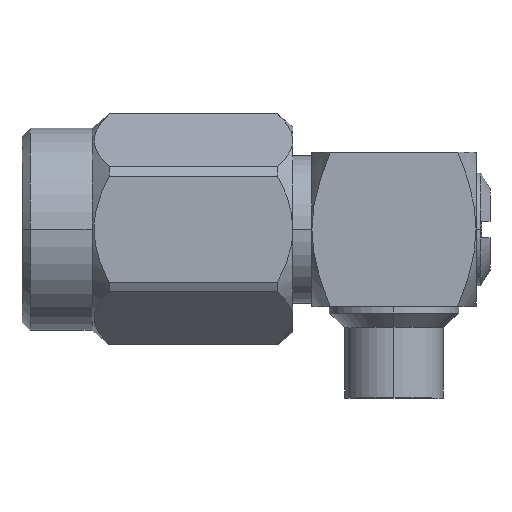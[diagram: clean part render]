
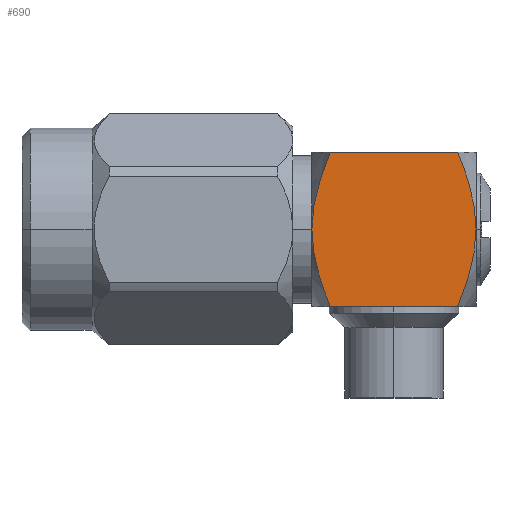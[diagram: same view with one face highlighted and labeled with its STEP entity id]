
A CAD part, top view. The second image highlights one B-rep face of the part: STEP entity #690.
In plain terms, the highlighted planar face has unit normal (0, 0, 1).
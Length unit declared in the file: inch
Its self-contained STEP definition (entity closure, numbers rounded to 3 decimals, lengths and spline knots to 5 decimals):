
#25 = CARTESIAN_POINT ( 'NONE',  ( -0.07752, -0.094, 0.094 ) ) ;
#77 = LINE ( 'NONE', #1166, #3483 ) ;
#79 = EDGE_CURVE ( 'NONE', #519, #1586, #2930, .T. ) ;
#116 = ORIENTED_EDGE ( 'NONE', *, *, #3491, .T. ) ;
#151 = CARTESIAN_POINT ( 'NONE',  ( -0.1, 0., 0.094 ) ) ;
#165 = CARTESIAN_POINT ( 'NONE',  ( -0.08926, 0.06353, 0.094 ) ) ;
#278 = VERTEX_POINT ( 'NONE', #151 ) ;
#302 = ORIENTED_EDGE ( 'NONE', *, *, #79, .F. ) ;
#320 = CARTESIAN_POINT ( 'NONE',  ( 0.08922, -0.06365, 0.094 ) ) ;
#377 = DIRECTION ( 'NONE',  ( 0., 0., -1. ) ) ;
#423 = AXIS2_PLACEMENT_3D ( 'NONE', #2802, #377, #3081 ) ;
#519 = VERTEX_POINT ( 'NONE', #573 ) ;
#573 = CARTESIAN_POINT ( 'NONE',  ( 0.1, 0., 0.094 ) ) ;
#605 = CARTESIAN_POINT ( 'NONE',  ( 0.1, 0., 0.094 ) ) ;
#624 = CARTESIAN_POINT ( 'NONE',  ( 0.07752, -0.094, 0.094 ) ) ;
#690 = ADVANCED_FACE ( 'NONE', ( #960 ), #1431, .F. ) ;
#728 = CARTESIAN_POINT ( 'NONE',  ( -0.09937, -0.01629, 0.094 ) ) ;
#733 = B_SPLINE_CURVE_WITH_KNOTS ( 'NONE', 3,
 ( #1514, #1531, #2810, #165, #3146, #2029 ),
 .UNSPECIFIED., .F., .F.,
 ( 4, 2, 4 ),
 ( 0.00513, 0.00637, 0.00762 ),
 .UNSPECIFIED. ) ;
#783 = CARTESIAN_POINT ( 'NONE',  ( -0.1, -0.00808, 0.094 ) ) ;
#834 = CARTESIAN_POINT ( 'NONE',  ( -0.07752, 0.094, 0.094 ) ) ;
#878 = EDGE_LOOP ( 'NONE', ( #3301, #2991, #2003, #2422, #116, #302 ) ) ;
#884 = EDGE_CURVE ( 'NONE', #2726, #1841, #77, .T. ) ;
#960 = FACE_OUTER_BOUND ( 'NONE', #878, .T. ) ;
#965 = EDGE_CURVE ( 'NONE', #278, #1841, #733, .T. ) ;
#997 = CARTESIAN_POINT ( 'NONE',  ( -0.08365, -0.07899, 0.094 ) ) ;
#1064 = CARTESIAN_POINT ( 'NONE',  ( 0.07752, -0.094, 0.094 ) ) ;
#1166 = CARTESIAN_POINT ( 'NONE',  ( -0.1, 0.094, 0.094 ) ) ;
#1295 = CARTESIAN_POINT ( 'NONE',  ( 0.07752, 0.094, 0.094 ) ) ;
#1345 = VECTOR ( 'NONE', #2362, 39.37008 ) ;
#1351 = CARTESIAN_POINT ( 'NONE',  ( 0.07752, 0.094, 0.094 ) ) ;
#1389 = CARTESIAN_POINT ( 'NONE',  ( 0.08926, 0.06353, 0.094 ) ) ;
#1431 = PLANE ( 'NONE',  #423 ) ;
#1514 = CARTESIAN_POINT ( 'NONE',  ( -0.1, 0., 0.094 ) ) ;
#1531 = CARTESIAN_POINT ( 'NONE',  ( -0.1, 0.01631, 0.094 ) ) ;
#1557 = CARTESIAN_POINT ( 'NONE',  ( -0.1, 0., 0.094 ) ) ;
#1562 = CARTESIAN_POINT ( 'NONE',  ( -0.1, -0.094, 0.094 ) ) ;
#1586 = VERTEX_POINT ( 'NONE', #624 ) ;
#1616 = CARTESIAN_POINT ( 'NONE',  ( 0.1, 0.01631, 0.094 ) ) ;
#1841 = VERTEX_POINT ( 'NONE', #834 ) ;
#1950 = B_SPLINE_CURVE_WITH_KNOTS ( 'NONE', 3,
 ( #3186, #997, #2074, #3154, #2941, #728, #783, #1557 ),
 .UNSPECIFIED., .F., .F.,
 ( 4, 2, 2, 4 ),
 ( 0.00266, 0.0039, 0.00451, 0.00513 ),
 .UNSPECIFIED. ) ;
#1992 = B_SPLINE_CURVE_WITH_KNOTS ( 'NONE', 3,
 ( #1351, #2997, #1389, #2665, #1616, #2185 ),
 .UNSPECIFIED., .F., .F.,
 ( 4, 2, 4 ),
 ( 0.0062, 0.00744, 0.00867 ),
 .UNSPECIFIED. ) ;
#2003 = ORIENTED_EDGE ( 'NONE', *, *, #965, .F. ) ;
#2029 = CARTESIAN_POINT ( 'NONE',  ( -0.07752, 0.094, 0.094 ) ) ;
#2074 = CARTESIAN_POINT ( 'NONE',  ( -0.08922, -0.06365, 0.094 ) ) ;
#2174 = CARTESIAN_POINT ( 'NONE',  ( 0.09538, -0.04021, 0.094 ) ) ;
#2185 = CARTESIAN_POINT ( 'NONE',  ( 0.1, 0., 0.094 ) ) ;
#2192 = CARTESIAN_POINT ( 'NONE',  ( 0.1, -0.00808, 0.094 ) ) ;
#2362 = DIRECTION ( 'NONE',  ( 1., 0., 0. ) ) ;
#2422 = ORIENTED_EDGE ( 'NONE', *, *, #2698, .F. ) ;
#2665 = CARTESIAN_POINT ( 'NONE',  ( 0.09747, 0.03222, 0.094 ) ) ;
#2698 = EDGE_CURVE ( 'NONE', #3035, #278, #1950, .T. ) ;
#2720 = DIRECTION ( 'NONE',  ( -1., 0., 0. ) ) ;
#2726 = VERTEX_POINT ( 'NONE', #1295 ) ;
#2802 = CARTESIAN_POINT ( 'NONE',  ( 0., 0., 0.094 ) ) ;
#2810 = CARTESIAN_POINT ( 'NONE',  ( -0.09747, 0.03222, 0.094 ) ) ;
#2930 = B_SPLINE_CURVE_WITH_KNOTS ( 'NONE', 3,
 ( #605, #2192, #3004, #2954, #2174, #320, #3287, #1064 ),
 .UNSPECIFIED., .F., .F.,
 ( 4, 2, 2, 4 ),
 ( 0.00867, 0.00928, 0.00989, 0.01111 ),
 .UNSPECIFIED. ) ;
#2941 = CARTESIAN_POINT ( 'NONE',  ( -0.09706, -0.03231, 0.094 ) ) ;
#2954 = CARTESIAN_POINT ( 'NONE',  ( 0.09706, -0.03231, 0.094 ) ) ;
#2991 = ORIENTED_EDGE ( 'NONE', *, *, #884, .T. ) ;
#2997 = CARTESIAN_POINT ( 'NONE',  ( 0.08366, 0.07897, 0.094 ) ) ;
#3004 = CARTESIAN_POINT ( 'NONE',  ( 0.09937, -0.01629, 0.094 ) ) ;
#3035 = VERTEX_POINT ( 'NONE', #25 ) ;
#3081 = DIRECTION ( 'NONE',  ( -1., 0., 0. ) ) ;
#3146 = CARTESIAN_POINT ( 'NONE',  ( -0.08366, 0.07897, 0.094 ) ) ;
#3154 = CARTESIAN_POINT ( 'NONE',  ( -0.09538, -0.04021, 0.094 ) ) ;
#3186 = CARTESIAN_POINT ( 'NONE',  ( -0.07752, -0.094, 0.094 ) ) ;
#3283 = EDGE_CURVE ( 'NONE', #2726, #519, #1992, .T. ) ;
#3287 = CARTESIAN_POINT ( 'NONE',  ( 0.08365, -0.07899, 0.094 ) ) ;
#3301 = ORIENTED_EDGE ( 'NONE', *, *, #3283, .F. ) ;
#3447 = LINE ( 'NONE', #1562, #1345 ) ;
#3483 = VECTOR ( 'NONE', #2720, 39.37008 ) ;
#3491 = EDGE_CURVE ( 'NONE', #3035, #1586, #3447, .T. ) ;
